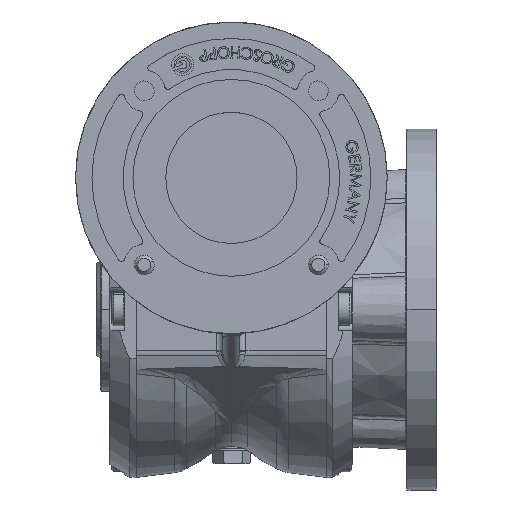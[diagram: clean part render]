
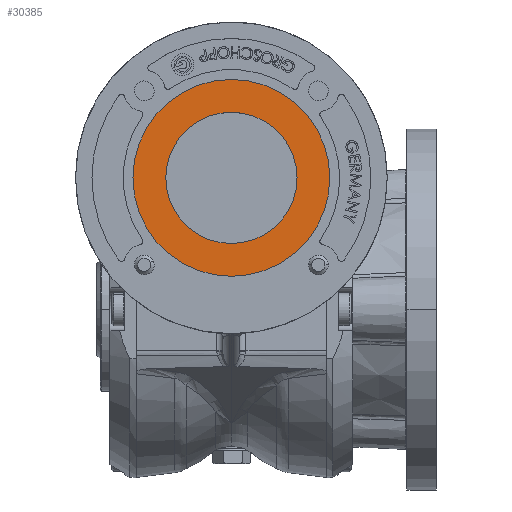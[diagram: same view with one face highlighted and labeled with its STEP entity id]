
A CAD part, top view. The second image highlights one B-rep face of the part: STEP entity #30385.
In plain terms, the highlighted planar face has unit normal (0, 0, 1).
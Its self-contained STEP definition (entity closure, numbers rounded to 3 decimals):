
#3601 = CARTESIAN_POINT ( 'NONE',  ( -30., 40., 64.1 ) ) ;
#3964 = VERTEX_POINT ( 'NONE', #38830 ) ;
#4131 = FACE_BOUND ( 'NONE', #39365, .T. ) ;
#4430 = ORIENTED_EDGE ( 'NONE', *, *, #22917, .T. ) ;
#4457 = FACE_OUTER_BOUND ( 'NONE', #48325, .T. ) ;
#5309 = ORIENTED_EDGE ( 'NONE', *, *, #8328, .T. ) ;
#5422 = ORIENTED_EDGE ( 'NONE', *, *, #42771, .F. ) ;
#6564 = ORIENTED_EDGE ( 'NONE', *, *, #29162, .F. ) ;
#7801 = CIRCLE ( 'NONE', #45809, 30. ) ;
#8328 = EDGE_CURVE ( 'Defeature ausgef�hrt1_846+Defeature ausgef�hrt1_847+Defeature ausgef�hrt1_847+Defeature ausgef�hrt1_847', #23625, #45731, #7801, .T. ) ;
#9796 = AXIS2_PLACEMENT_3D ( 'NONE', #9849, #35788, #13641 ) ;
#9849 = CARTESIAN_POINT ( 'NONE',  ( 0., 40., 64.1 ) ) ;
#10389 = CARTESIAN_POINT ( 'NONE',  ( 0., 40., 64.1 ) ) ;
#13641 = DIRECTION ( 'NONE',  ( 1., 0., 0. ) ) ;
#14115 = AXIS2_PLACEMENT_3D ( 'NONE', #18738, #44661, #22511 ) ;
#14162 = DIRECTION ( 'NONE',  ( 0., 0., 1. ) ) ;
#16853 = DIRECTION ( 'NONE',  ( 1., 0., 0. ) ) ;
#16922 = DIRECTION ( 'NONE',  ( 0., 0., 1. ) ) ;
#16965 = CARTESIAN_POINT ( 'NONE',  ( 0., 40., 64.1 ) ) ;
#18738 = CARTESIAN_POINT ( 'NONE',  ( 0., 40., 64.1 ) ) ;
#22511 = DIRECTION ( 'NONE',  ( 1., 0., 0. ) ) ;
#22917 = EDGE_CURVE ( 'Defeature ausgef�hrt1_846+Defeature ausgef�hrt1_847+Defeature ausgef�hrt1_847+Defeature ausgef�hrt1_847', #45731, #23625, #34663, .T. ) ;
#23625 = VERTEX_POINT ( 'NONE', #31566 ) ;
#24086 = AXIS2_PLACEMENT_3D ( 'NONE', #27430, #26191, #26262 ) ;
#26191 = DIRECTION ( 'NONE',  ( 0., 0., 1. ) ) ;
#26201 = CIRCLE ( 'NONE', #9796, 20. ) ;
#26262 = DIRECTION ( 'NONE',  ( 1., 0., 0. ) ) ;
#27430 = CARTESIAN_POINT ( 'NONE',  ( 0., 40., 64.1 ) ) ;
#28901 = CARTESIAN_POINT ( 'NONE',  ( 20., 40., 64.1 ) ) ;
#29162 = EDGE_CURVE ( 'Defeature ausgef�hrt1_845+Defeature ausgef�hrt1_846+Defeature ausgef�hrt1_846+Defeature ausgef�hrt1_846', #44815, #3964, #26201, .T. ) ;
#30385 = ADVANCED_FACE ( 'Defeature ausgef�hrt1_846', ( #4131, #4457 ), #32610, .T. ) ;
#31566 = CARTESIAN_POINT ( 'NONE',  ( 30., 40., 64.1 ) ) ;
#32610 = PLANE ( 'NONE',  #34358 ) ;
#33706 = CIRCLE ( 'NONE', #14115, 20. ) ;
#34358 = AXIS2_PLACEMENT_3D ( 'NONE', #10389, #14162, #39994 ) ;
#34663 = CIRCLE ( 'NONE', #24086, 30. ) ;
#35788 = DIRECTION ( 'NONE',  ( 0., 0., 1. ) ) ;
#38830 = CARTESIAN_POINT ( 'NONE',  ( -20., 40., 64.1 ) ) ;
#39365 = EDGE_LOOP ( 'NONE', ( #6564, #5422 ) ) ;
#39994 = DIRECTION ( 'NONE',  ( 1., 0., 0. ) ) ;
#42771 = EDGE_CURVE ( 'Defeature ausgef�hrt1_845+Defeature ausgef�hrt1_846+Defeature ausgef�hrt1_846+Defeature ausgef�hrt1_846', #3964, #44815, #33706, .T. ) ;
#44661 = DIRECTION ( 'NONE',  ( 0., 0., 1. ) ) ;
#44815 = VERTEX_POINT ( 'NONE', #28901 ) ;
#45731 = VERTEX_POINT ( 'NONE', #3601 ) ;
#45809 = AXIS2_PLACEMENT_3D ( 'NONE', #16965, #16922, #16853 ) ;
#48325 = EDGE_LOOP ( 'NONE', ( #5309, #4430 ) ) ;
